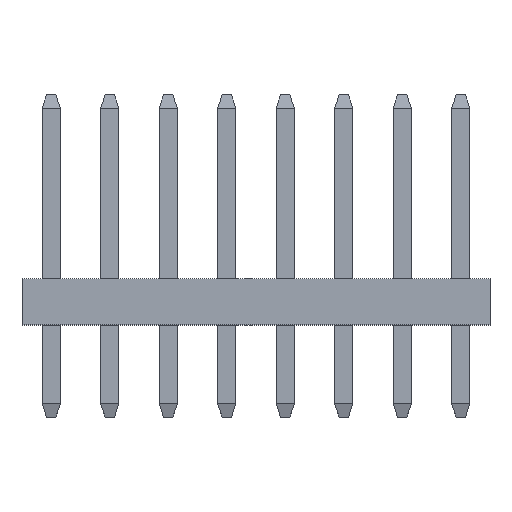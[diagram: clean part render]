
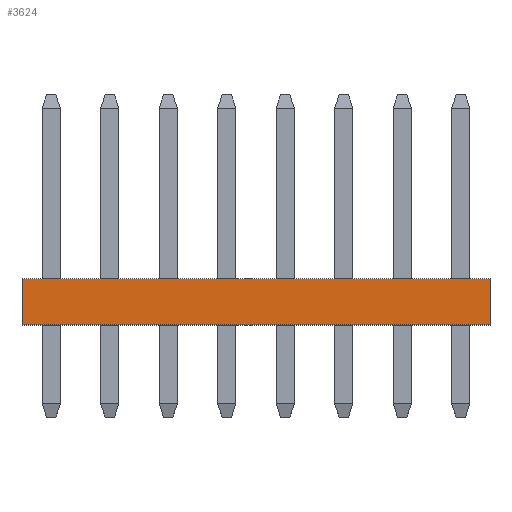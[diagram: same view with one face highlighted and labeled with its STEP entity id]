
A CAD part, top view. The second image highlights one B-rep face of the part: STEP entity #3624.
In plain terms, the highlighted planar face has unit normal (0, 0, 1).
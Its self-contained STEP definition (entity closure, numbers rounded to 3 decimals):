
#5=DIRECTION('',(1.,0.,0.));
#6=VECTOR('',#5,10.16);
#7=CARTESIAN_POINT('',(-5.08,0.,1.7));
#8=LINE('',#7,#6);
#281=DIRECTION('',(0.,1.,0.));
#282=VECTOR('',#281,1.);
#283=CARTESIAN_POINT('',(5.08,0.,1.7));
#284=LINE('',#283,#282);
#285=DIRECTION('',(0.,1.,0.));
#286=VECTOR('',#285,1.);
#287=CARTESIAN_POINT('',(-5.08,0.,1.7));
#288=LINE('',#287,#286);
#301=DIRECTION('',(1.,0.,0.));
#302=VECTOR('',#301,10.16);
#303=CARTESIAN_POINT('',(-5.08,1.,1.7));
#304=LINE('',#303,#302);
#2610=CARTESIAN_POINT('',(-5.08,0.,1.7));
#2612=VERTEX_POINT('',#2610);
#2613=CARTESIAN_POINT('',(5.08,0.,1.7));
#2614=VERTEX_POINT('',#2613);
#2618=CARTESIAN_POINT('',(-5.08,1.,1.7));
#2620=VERTEX_POINT('',#2618);
#2621=CARTESIAN_POINT('',(5.08,1.,1.7));
#2622=VERTEX_POINT('',#2621);
#3612=CARTESIAN_POINT('',(-5.08,0.,1.7));
#3613=DIRECTION('',(0.,0.,1.));
#3614=DIRECTION('',(1.,0.,0.));
#3615=AXIS2_PLACEMENT_3D('',#3612,#3613,#3614);
#3616=PLANE('',#3615);
#3617=ORIENTED_EDGE('',*,*,#3400,.F.);
#3618=ORIENTED_EDGE('',*,*,#3579,.T.);
#3620=ORIENTED_EDGE('',*,*,#3619,.T.);
#3621=ORIENTED_EDGE('',*,*,#3604,.F.);
#3622=EDGE_LOOP('',(#3617,#3618,#3620,#3621));
#3623=FACE_OUTER_BOUND('',#3622,.F.);
#3400=EDGE_CURVE('',#2612,#2614,#8,.T.);
#3579=EDGE_CURVE('',#2612,#2620,#288,.T.);
#3604=EDGE_CURVE('',#2614,#2622,#284,.T.);
#3619=EDGE_CURVE('',#2620,#2622,#304,.T.);
#3624=ADVANCED_FACE('',(#3623),#3616,.T.);
